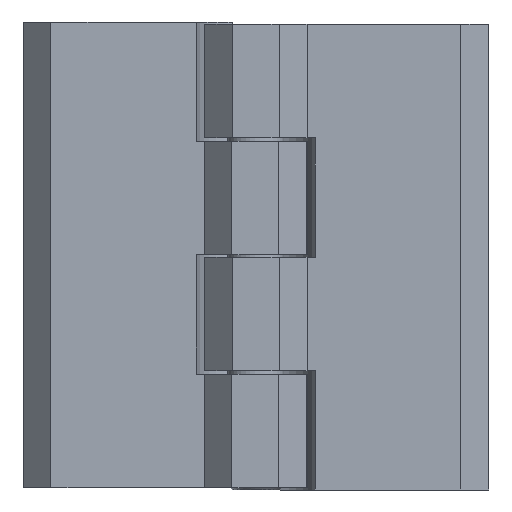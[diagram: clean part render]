
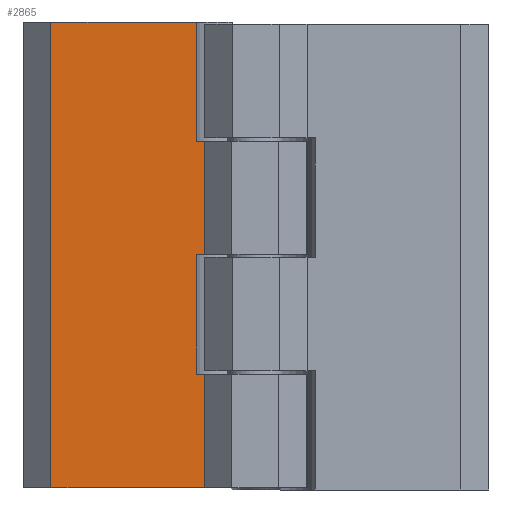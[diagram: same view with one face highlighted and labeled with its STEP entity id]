
A CAD part, front view. The second image highlights one B-rep face of the part: STEP entity #2865.
In plain terms, the highlighted planar face has unit normal (-0.013, -1, 0).
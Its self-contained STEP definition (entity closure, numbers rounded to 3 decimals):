
#2865 = ADVANCED_FACE( '', ( #3569 ), #3570, .T. );
#3569 = FACE_OUTER_BOUND( '', #4787, .T. );
#3570 = PLANE( '', #4788 );
#4787 = EDGE_LOOP( '', ( #6623, #6624, #6625, #6626, #6627, #6628, #6629, #6630, #6631, #6632 ) );
#4788 = AXIS2_PLACEMENT_3D( '', #6633, #6634, #6635 );
#6623 = ORIENTED_EDGE( '', *, *, #10266, .T. );
#6624 = ORIENTED_EDGE( '', *, *, #10258, .T. );
#6625 = ORIENTED_EDGE( '', *, *, #10307, .T. );
#6626 = ORIENTED_EDGE( '', *, *, #10321, .T. );
#6627 = ORIENTED_EDGE( '', *, *, #10294, .F. );
#6628 = ORIENTED_EDGE( '', *, *, #10322, .F. );
#6629 = ORIENTED_EDGE( '', *, *, #10280, .T. );
#6630 = ORIENTED_EDGE( '', *, *, #10271, .T. );
#6631 = ORIENTED_EDGE( '', *, *, #10282, .F. );
#6632 = ORIENTED_EDGE( '', *, *, #10323, .F. );
#6633 = CARTESIAN_POINT( '', ( -5.5, 0.071, 0.25 ) );
#6634 = DIRECTION( '', ( -0.013, -1., 0. ) );
#6635 = DIRECTION( '', ( 1., -0.013, 0. ) );
#10258 = EDGE_CURVE( '', #11666, #11670, #11672, .F. );
#10266 = EDGE_CURVE( '', #11673, #11666, #11686, .T. );
#10271 = EDGE_CURVE( '', #11690, #11694, #11696, .F. );
#10280 = EDGE_CURVE( '', #11698, #11690, #11713, .T. );
#10282 = EDGE_CURVE( '', #11716, #11694, #11717, .T. );
#10294 = EDGE_CURVE( '', #11737, #11739, #11740, .T. );
#10307 = EDGE_CURVE( '', #11670, #11759, #11761, .T. );
#10321 = EDGE_CURVE( '', #11759, #11739, #11776, .T. );
#10322 = EDGE_CURVE( '', #11698, #11737, #11777, .T. );
#10323 = EDGE_CURVE( '', #11673, #11716, #11778, .T. );
#11666 = VERTEX_POINT( '', #14001 );
#11670 = VERTEX_POINT( '', #14006 );
#11672 = LINE( '', #14008, #14009 );
#11673 = VERTEX_POINT( '', #14010 );
#11686 = LINE( '', #14029, #14030 );
#11690 = VERTEX_POINT( '', #14034 );
#11694 = VERTEX_POINT( '', #14039 );
#11696 = LINE( '', #14041, #14042 );
#11698 = VERTEX_POINT( '', #14044 );
#11713 = LINE( '', #14066, #14067 );
#11716 = VERTEX_POINT( '', #14070 );
#11717 = LINE( '', #14071, #14072 );
#11737 = VERTEX_POINT( '', #14099 );
#11739 = VERTEX_POINT( '', #14102 );
#11740 = LINE( '', #14103, #14104 );
#11759 = VERTEX_POINT( '', #14133 );
#11761 = LINE( '', #14136, #14137 );
#11776 = LINE( '', #14164, #14165 );
#11777 = LINE( '', #14166, #14167 );
#11778 = LINE( '', #14168, #14169 );
#14001 = CARTESIAN_POINT( '', ( -6.399, 0.083, -12.55 ) );
#14006 = CARTESIAN_POINT( '', ( -6.399, 0.083, 0.25 ) );
#14008 = CARTESIAN_POINT( '', ( -6.399, 0.083, 0.25 ) );
#14009 = VECTOR( '', #17047, 1000. );
#14010 = CARTESIAN_POINT( '', ( -5.5, 0.071, -12.55 ) );
#14029 = CARTESIAN_POINT( '', ( -5.5, 0.071, -12.55 ) );
#14030 = VECTOR( '', #17057, 1000. );
#14034 = CARTESIAN_POINT( '', ( -6.399, 0.083, -37.55 ) );
#14039 = CARTESIAN_POINT( '', ( -6.399, 0.083, -24.75 ) );
#14041 = CARTESIAN_POINT( '', ( -6.399, 0.083, -24.75 ) );
#14042 = VECTOR( '', #17068, 1000. );
#14044 = CARTESIAN_POINT( '', ( -5.5, 0.071, -37.55 ) );
#14066 = CARTESIAN_POINT( '', ( -5.5, 0.071, -37.55 ) );
#14067 = VECTOR( '', #17079, 1000. );
#14070 = CARTESIAN_POINT( '', ( -5.5, 0.071, -24.75 ) );
#14071 = CARTESIAN_POINT( '', ( -5.5, 0.071, -24.75 ) );
#14072 = VECTOR( '', #17083, 1000. );
#14099 = CARTESIAN_POINT( '', ( -5.5, 0.071, -49.75 ) );
#14102 = CARTESIAN_POINT( '', ( -21.998, 0.286, -49.75 ) );
#14103 = CARTESIAN_POINT( '', ( -5.5, 0.071, -49.75 ) );
#14104 = VECTOR( '', #17101, 1000. );
#14133 = CARTESIAN_POINT( '', ( -21.998, 0.286, 0.25 ) );
#14136 = CARTESIAN_POINT( '', ( -5.5, 0.071, 0.25 ) );
#14137 = VECTOR( '', #17116, 1000. );
#14164 = CARTESIAN_POINT( '', ( -21.998, 0.286, 0.25 ) );
#14165 = VECTOR( '', #17132, 1000. );
#14166 = CARTESIAN_POINT( '', ( -5.5, 0.071, 0.25 ) );
#14167 = VECTOR( '', #17133, 1000. );
#14168 = CARTESIAN_POINT( '', ( -5.5, 0.071, 0.25 ) );
#14169 = VECTOR( '', #17134, 1000. );
#17047 = DIRECTION( '', ( 0., 0., -1. ) );
#17057 = DIRECTION( '', ( -1., 0.013, 0. ) );
#17068 = DIRECTION( '', ( 0., 0., -1. ) );
#17079 = DIRECTION( '', ( -1., 0.013, 0. ) );
#17083 = DIRECTION( '', ( -1., 0.013, 0. ) );
#17101 = DIRECTION( '', ( -1., 0.013, 0. ) );
#17116 = DIRECTION( '', ( -1., 0.013, 0. ) );
#17132 = DIRECTION( '', ( 0., 0., -1. ) );
#17133 = DIRECTION( '', ( 0., 0., -1. ) );
#17134 = DIRECTION( '', ( 0., 0., -1. ) );
